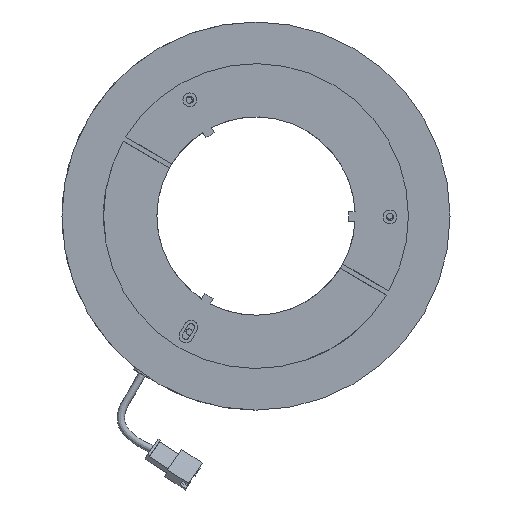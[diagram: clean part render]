
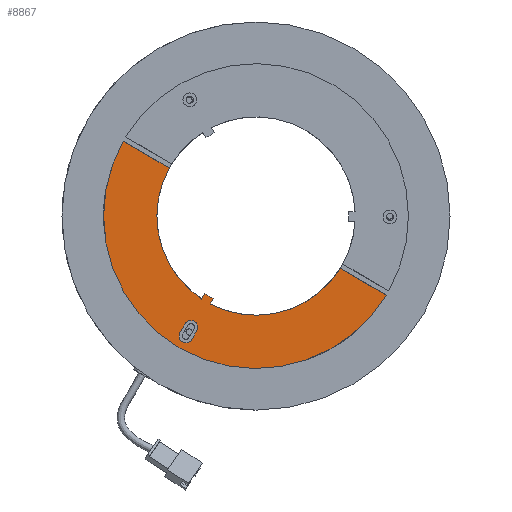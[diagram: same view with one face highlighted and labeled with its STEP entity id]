
A CAD part, front view. The second image highlights one B-rep face of the part: STEP entity #8867.
In plain terms, the highlighted planar face has unit normal (0, -1, 0).
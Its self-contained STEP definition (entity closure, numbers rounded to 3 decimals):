
#50 = EDGE_LOOP ( 'NONE', ( #207, #208, #209, #210, #211, #212, #213, #214 ) ) ;
#52 = EDGE_LOOP ( 'NONE', ( #215, #216, #217, #218, #219 ) ) ;
#207 = ORIENTED_EDGE ( 'NONE', *, *, #718, .F. ) ;
#208 = ORIENTED_EDGE ( 'NONE', *, *, #700, .T. ) ;
#209 = ORIENTED_EDGE ( 'NONE', *, *, #697, .T. ) ;
#210 = ORIENTED_EDGE ( 'NONE', *, *, #719, .F. ) ;
#211 = ORIENTED_EDGE ( 'NONE', *, *, #710, .T. ) ;
#212 = ORIENTED_EDGE ( 'NONE', *, *, #713, .T. ) ;
#213 = ORIENTED_EDGE ( 'NONE', *, *, #715, .T. ) ;
#214 = ORIENTED_EDGE ( 'NONE', *, *, #717, .T. ) ;
#215 = ORIENTED_EDGE ( 'NONE', *, *, #1070, .T. ) ;
#216 = ORIENTED_EDGE ( 'NONE', *, *, #682, .T. ) ;
#217 = ORIENTED_EDGE ( 'NONE', *, *, #680, .T. ) ;
#218 = ORIENTED_EDGE ( 'NONE', *, *, #1095, .T. ) ;
#219 = ORIENTED_EDGE ( 'NONE', *, *, #1092, .T. ) ;
#318 = VERTEX_POINT ( 'NONE', #8646 ) ;
#407 = VERTEX_POINT ( 'NONE', #2222 ) ;
#421 = VERTEX_POINT ( 'NONE', #2236 ) ;
#423 = VERTEX_POINT ( 'NONE', #2238 ) ;
#426 = VERTEX_POINT ( 'NONE', #2241 ) ;
#427 = VERTEX_POINT ( 'NONE', #2242 ) ;
#432 = VERTEX_POINT ( 'NONE', #2247 ) ;
#680 = EDGE_CURVE ( 'NONE', #421, #426, #2801, .T. ) ;
#682 = EDGE_CURVE ( 'NONE', #407, #421, #2807, .T. ) ;
#697 = EDGE_CURVE ( 'NONE', #427, #432, #2827, .T. ) ;
#700 = EDGE_CURVE ( 'NONE', #734, #427, #2833, .T. ) ;
#710 = EDGE_CURVE ( 'NONE', #739, #741, #2850, .T. ) ;
#713 = EDGE_CURVE ( 'NONE', #741, #743, #2856, .T. ) ;
#715 = EDGE_CURVE ( 'NONE', #743, #740, #2859, .T. ) ;
#717 = EDGE_CURVE ( 'NONE', #740, #745, #2863, .T. ) ;
#718 = EDGE_CURVE ( 'NONE', #734, #745, #2865, .T. ) ;
#719 = EDGE_CURVE ( 'NONE', #739, #432, #2866, .T. ) ;
#734 = VERTEX_POINT ( 'NONE', #3138 ) ;
#739 = VERTEX_POINT ( 'NONE', #3145 ) ;
#740 = VERTEX_POINT ( 'NONE', #3149 ) ;
#741 = VERTEX_POINT ( 'NONE', #3139 ) ;
#743 = VERTEX_POINT ( 'NONE', #3151 ) ;
#745 = VERTEX_POINT ( 'NONE', #3153 ) ;
#1070 = EDGE_CURVE ( 'NONE', #318, #407, #3534, .T. ) ;
#1092 = EDGE_CURVE ( 'NONE', #423, #318, #3568, .T. ) ;
#1095 = EDGE_CURVE ( 'NONE', #426, #423, #3574, .T. ) ;
#1548 = AXIS2_PLACEMENT_3D ( 'NONE', #3019, #3020, #3021 ) ;
#1555 = AXIS2_PLACEMENT_3D ( 'NONE', #3061, #3062, #3063 ) ;
#1560 = AXIS2_PLACEMENT_3D ( 'NONE', #3093, #3094, #3095 ) ;
#1561 = AXIS2_PLACEMENT_3D ( 'NONE', #3102, #3103, #3104 ) ;
#1562 = AXIS2_PLACEMENT_3D ( 'NONE', #3105, #3106, #3107 ) ;
#2222 = CARTESIAN_POINT ( 'NONE',  ( -29.68, -10., -50.701 ) ) ;
#2236 = CARTESIAN_POINT ( 'NONE',  ( -30.664, -10., -46.939 ) ) ;
#2238 = CARTESIAN_POINT ( 'NONE',  ( -23.897, -10., -46.265 ) ) ;
#2241 = CARTESIAN_POINT ( 'NONE',  ( -28.644, -10., -43.487 ) ) ;
#2242 = CARTESIAN_POINT ( 'NONE',  ( -35.015, -10., 19.339 ) ) ;
#2247 = CARTESIAN_POINT ( 'NONE',  ( -53.573, -10., 30.203 ) ) ;
#2801 = LINE ( 'NONE', #3005, #2806 ) ;
#2806 = VECTOR ( 'NONE', #3011, 1000. ) ;
#2807 = CIRCLE ( 'NONE', #1548, 2.75 ) ;
#2827 = LINE ( 'NONE', #3050, #2832 ) ;
#2832 = VECTOR ( 'NONE', #3055, 1000. ) ;
#2833 = CIRCLE ( 'NONE', #1555, 40. ) ;
#2850 = LINE ( 'NONE', #3085, #2853 ) ;
#2853 = VECTOR ( 'NONE', #3086, 1000. ) ;
#2856 = CIRCLE ( 'NONE', #1560, 40. ) ;
#2859 = LINE ( 'NONE', #3096, #2862 ) ;
#2862 = VECTOR ( 'NONE', #3097, 1000. ) ;
#2863 = CIRCLE ( 'NONE', #1561, 37.503 ) ;
#2865 = LINE ( 'NONE', #3091, #2867 ) ;
#2866 = CIRCLE ( 'NONE', #1562, 61.5 ) ;
#2867 = VECTOR ( 'NONE', #3092, 1000. ) ;
#3005 = CARTESIAN_POINT ( 'NONE',  ( -2.373, -10., 1.389 ) ) ;
#3011 = DIRECTION ( 'NONE',  ( 0.505, 0., 0.863 ) ) ;
#3019 = CARTESIAN_POINT ( 'NONE',  ( -28.291, -10., -48.328 ) ) ;
#3020 = DIRECTION ( 'NONE',  ( 0., 1., 0. ) ) ;
#3021 = DIRECTION ( 'NONE',  ( -0.505, 0., -0.863 ) ) ;
#3050 = CARTESIAN_POINT ( 'NONE',  ( -117.384, -10., 67.557 ) ) ;
#3055 = DIRECTION ( 'NONE',  ( -0.863, 0., 0.505 ) ) ;
#3061 = CARTESIAN_POINT ( 'NONE',  ( 0., -10., 0. ) ) ;
#3062 = DIRECTION ( 'NONE',  ( 0., 1., 0. ) ) ;
#3063 = DIRECTION ( 'NONE',  ( 0.505, 0., 0.863 ) ) ;
#3085 = CARTESIAN_POINT ( 'NONE',  ( -117.384, -10., 67.557 ) ) ;
#3086 = DIRECTION ( 'NONE',  ( -0.863, 0., 0.505 ) ) ;
#3091 = CARTESIAN_POINT ( 'NONE',  ( -1.726, -10., 1.01 ) ) ;
#3092 = DIRECTION ( 'NONE',  ( 0.505, 0., 0.863 ) ) ;
#3093 = CARTESIAN_POINT ( 'NONE',  ( 0., -10., 0. ) ) ;
#3094 = DIRECTION ( 'NONE',  ( 0., 1., 0. ) ) ;
#3095 = DIRECTION ( 'NONE',  ( 0.505, 0., 0.863 ) ) ;
#3096 = CARTESIAN_POINT ( 'NONE',  ( 1.726, -10., -1.01 ) ) ;
#3097 = DIRECTION ( 'NONE',  ( 0.505, 0., 0.863 ) ) ;
#3102 = CARTESIAN_POINT ( 'NONE',  ( 0., -10., 0. ) ) ;
#3103 = DIRECTION ( 'NONE',  ( 0., 1., 0. ) ) ;
#3104 = DIRECTION ( 'NONE',  ( 0.505, 0., 0.863 ) ) ;
#3105 = CARTESIAN_POINT ( 'NONE',  ( 0., -10., 0. ) ) ;
#3106 = DIRECTION ( 'NONE',  ( 0., 1., 0. ) ) ;
#3107 = DIRECTION ( 'NONE',  ( 0.505, 0., 0.863 ) ) ;
#3138 = CARTESIAN_POINT ( 'NONE',  ( -21.909, -10., -33.467 ) ) ;
#3139 = CARTESIAN_POINT ( 'NONE',  ( 34.004, -10., -21.065 ) ) ;
#3145 = CARTESIAN_POINT ( 'NONE',  ( 52.563, -10., -31.929 ) ) ;
#3149 = CARTESIAN_POINT ( 'NONE',  ( -17.194, -10., -33.33 ) ) ;
#3151 = CARTESIAN_POINT ( 'NONE',  ( -18.457, -10., -35.487 ) ) ;
#3153 = CARTESIAN_POINT ( 'NONE',  ( -20.646, -10., -31.309 ) ) ;
#3320 = CARTESIAN_POINT ( 'NONE',  ( -28.291, -10., -48.328 ) ) ;
#3321 = DIRECTION ( 'NONE',  ( 0., 1., 0. ) ) ;
#3322 = DIRECTION ( 'NONE',  ( -0.505, 0., -0.863 ) ) ;
#3402 = AXIS2_PLACEMENT_3D ( 'NONE', #3320, #3321, #3322 ) ;
#3412 = AXIS2_PLACEMENT_3D ( 'NONE', #3918, #3919, #3920 ) ;
#3534 = CIRCLE ( 'NONE', #3402, 2.75 ) ;
#3568 = LINE ( 'NONE', #3907, #3571 ) ;
#3571 = VECTOR ( 'NONE', #3908, 1000. ) ;
#3574 = CIRCLE ( 'NONE', #3412, 2.75 ) ;
#3907 = CARTESIAN_POINT ( 'NONE',  ( 2.373, -10., -1.389 ) ) ;
#3908 = DIRECTION ( 'NONE',  ( -0.505, 0., -0.863 ) ) ;
#3918 = CARTESIAN_POINT ( 'NONE',  ( -26.27, -10., -44.876 ) ) ;
#3919 = DIRECTION ( 'NONE',  ( 0., 1., 0. ) ) ;
#3920 = DIRECTION ( 'NONE',  ( -0.505, 0., -0.863 ) ) ;
#5579 = PLANE ( 'NONE',  #5991 ) ;
#5586 = CARTESIAN_POINT ( 'NONE',  ( -116.879, -10., 68.42 ) ) ;
#5587 = DIRECTION ( 'NONE',  ( 0., -1., 0. ) ) ;
#5588 = DIRECTION ( 'NONE',  ( -0.505, 0., -0.863 ) ) ;
#5991 = AXIS2_PLACEMENT_3D ( 'NONE', #5586, #5587, #5588 ) ;
#6189 = FACE_OUTER_BOUND ( 'NONE', #50, .T. ) ;
#6193 = FACE_BOUND ( 'NONE', #52, .T. ) ;
#8646 = CARTESIAN_POINT ( 'NONE',  ( -25.918, -10., -49.718 ) ) ;
#8867 = ADVANCED_FACE ( 'NONE', ( #6189, #6193 ), #5579, .T. ) ;
